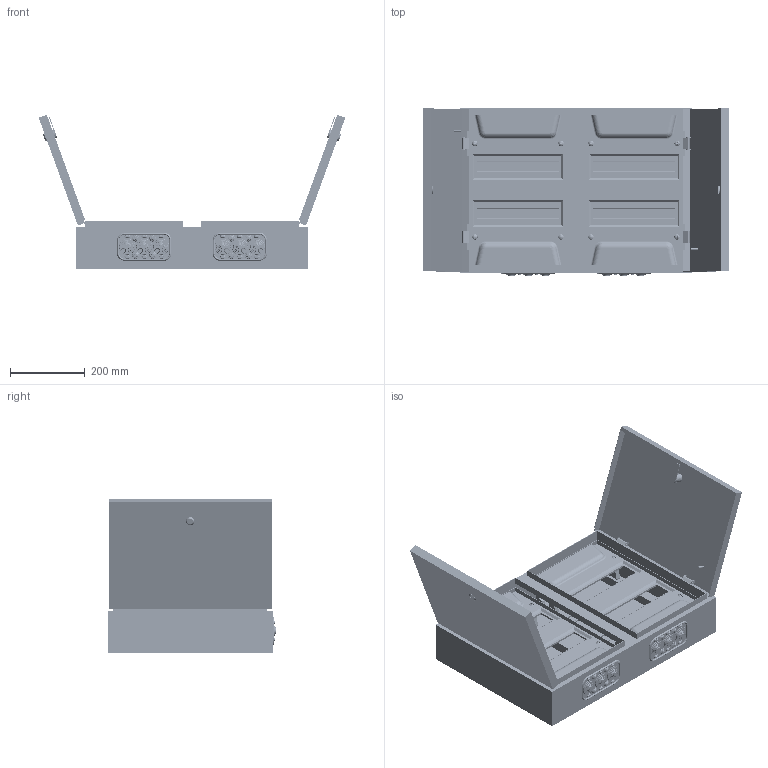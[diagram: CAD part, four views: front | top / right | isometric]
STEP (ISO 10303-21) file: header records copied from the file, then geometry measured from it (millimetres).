
FILE_DESCRIPTION (( 'STEP AP214' ), '1' );
FILE_NAME ('SHRN-2õ24_Universal.STEP', '2018-05-22T07:05:45', ( 'Ïîëüçîâàòåëü Windows' ), ( '' ), 'SwSTEP 2.0', 'SolidWorks 2014', '' );
FILE_SCHEMA (( 'AUTOMOTIVE_DESIGN' ));
Length unit declared in the file: millimetre
Products named in the file (12): Support; Stoika pan; Obolochka_SHRN_Universal_2å24; Stoika Shin_‘â®©ª  ¤«ï è¨­; SHRN-2õ24_Universal; Panel_24; Klipsa; SC GOST 17473_gost_‚¨­â A.M5x10 ƒŽ‘’ 17473-80; Dver_Universal_24; Kabel_vvod_├莪牀_0,8 ｬｬ; Panel_ShRN-24; DIN-Reika_18 ｢箘ｬ箘｢
Assembly tree (48 placements, depth 3):
  SHRN-2õ24_Universal
    Obolochka_SHRN_Universal_2å24
    Dver_Universal_24  x2
    DIN-Reika_18 ｢箘ｬ箘｢  x4
    Panel_24  x2
      Panel_ShRN-24
      Klipsa
      Stoika pan
    SC GOST 17473_gost_‚¨­â A.M5x10 ƒŽ‘’ 17473-80  x12
    Stoika Shin_‘â®©ª  ¤«ï è¨­  x8
    Support  x8
    Kabel_vvod_├莪牀_0,8 ｬｬ  x2
Bounding box: 818.42 x 449.75 x 412.05 mm (x, y, z)
Volume: 1865635.6 mm3; surface area: 3048093.7 mm2
Topology: 64 solids, 64 shells, 5715 faces, 13804 edges, 8452 vertices
Faces by surface type: plane 2539, cylinder 1548, torus 1048, bspline 320, cone 156, sphere 104
Entity records: 53604 total; most frequent: CARTESIAN_POINT 10115, DIRECTION 9778, ORIENTED_EDGE 8418, EDGE_CURVE 4209, AXIS2_PLACEMENT_3D 3886, VERTEX_POINT 2549, EDGE_LOOP 2084, CIRCLE 2045
